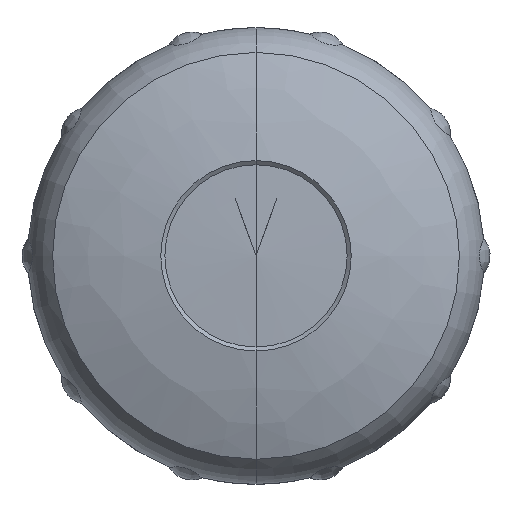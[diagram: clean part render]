
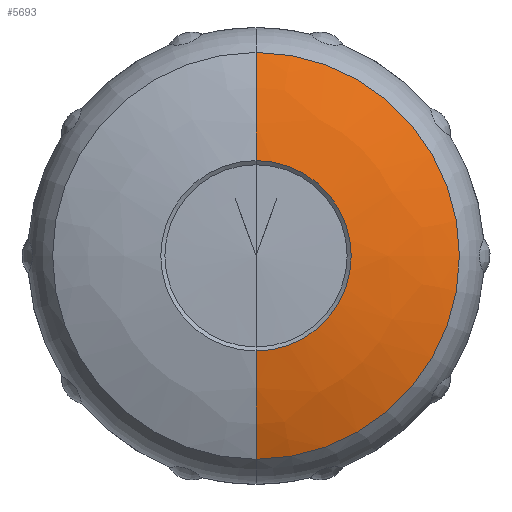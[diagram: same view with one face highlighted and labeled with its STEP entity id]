
A CAD part, top view. The second image highlights one B-rep face of the part: STEP entity #5693.
In plain terms, the highlighted free-form (B-spline) face has degree [3, 3] with [7, 4] control points.
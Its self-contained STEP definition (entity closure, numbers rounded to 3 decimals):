
#1621=CARTESIAN_POINT('',(0.,0.,42.45));
#1622=DIRECTION('',(0.,0.,-1.));
#1623=DIRECTION('',(0.,1.,0.));
#1624=AXIS2_PLACEMENT_3D('',#1621,#1622,#1623);
#1626=CARTESIAN_POINT('',(0.,3.384,7.27));
#1627=DIRECTION('',(1.,0.,0.));
#1628=DIRECTION('',(0.,0.378,0.926));
#1629=AXIS2_PLACEMENT_3D('',#1626,#1627,#1628);
#1631=CARTESIAN_POINT('',(0.,-3.384,7.27));
#1632=DIRECTION('',(-1.,0.,0.));
#1633=DIRECTION('',(0.,-0.378,0.926));
#1634=AXIS2_PLACEMENT_3D('',#1631,#1632,#1633);
#1654=CARTESIAN_POINT('',(0.,0.,44.95));
#1655=DIRECTION('',(0.,0.,-1.));
#1656=DIRECTION('',(0.,1.,0.));
#1657=AXIS2_PLACEMENT_3D('',#1654,#1655,#1656);
#3713=CARTESIAN_POINT('',(0.,17.75,42.45));
#3715=VERTEX_POINT('',#3713);
#3716=CARTESIAN_POINT('',(0.,8.308,44.95));
#3717=VERTEX_POINT('',#3716);
#3725=CARTESIAN_POINT('',(0.,-17.75,42.45));
#3727=VERTEX_POINT('',#3725);
#3728=CARTESIAN_POINT('',(0.,-8.308,44.95));
#3729=VERTEX_POINT('',#3728);
#5655=CARTESIAN_POINT('',(-0.509,8.097,
44.975));
#5656=CARTESIAN_POINT('',(-0.722,11.47,
44.551));
#5657=CARTESIAN_POINT('',(-0.928,14.756,
43.679));
#5658=CARTESIAN_POINT('',(-1.126,17.896,42.375));
#5659=CARTESIAN_POINT('',(4.474,8.411,44.975));
#5660=CARTESIAN_POINT('',(6.337,11.914,44.551));
#5661=CARTESIAN_POINT('',(8.152,15.327,43.679));
#5662=CARTESIAN_POINT('',(9.887,18.589,42.375));
#5663=CARTESIAN_POINT('',(8.113,4.993,44.975));
#5664=CARTESIAN_POINT('',(11.493,7.072,44.551));
#5665=CARTESIAN_POINT('',(14.785,9.099,43.679));
#5666=CARTESIAN_POINT('',(17.931,11.035,42.375));
#5667=CARTESIAN_POINT('',(8.113,0.,44.975));
#5668=CARTESIAN_POINT('',(11.493,0.,44.551));
#5669=CARTESIAN_POINT('',(14.785,0.,43.679));
#5670=CARTESIAN_POINT('',(17.931,0.,42.375));
#5671=CARTESIAN_POINT('',(8.113,-4.993,44.975));
#5672=CARTESIAN_POINT('',(11.493,-7.072,44.551));
#5673=CARTESIAN_POINT('',(14.785,-9.099,43.679));
#5674=CARTESIAN_POINT('',(17.931,-11.035,42.375));
#5675=CARTESIAN_POINT('',(4.474,-8.411,44.975));
#5676=CARTESIAN_POINT('',(6.337,-11.914,44.551));
#5677=CARTESIAN_POINT('',(8.152,-15.327,43.679));
#5678=CARTESIAN_POINT('',(9.887,-18.589,42.375));
#5679=CARTESIAN_POINT('',(-0.509,-8.097,
44.975));
#5680=CARTESIAN_POINT('',(-0.722,-11.47,
44.551));
#5681=CARTESIAN_POINT('',(-0.928,-14.756,
43.679));
#5682=CARTESIAN_POINT('',(-1.126,-17.896,
42.375));
#5683=(BOUNDED_SURFACE()B_SPLINE_SURFACE(3,3,((#5655,#5656,#5657,#5658),(#5659,
#5660,#5661,#5662),(#5663,#5664,#5665,#5666),(#5667,#5668,#5669,#5670),(#5671,
#5672,#5673,#5674),(#5675,#5676,#5677,#5678),(#5679,#5680,#5681,#5682)),
.UNSPECIFIED.,.F.,.F.,.F.)B_SPLINE_SURFACE_WITH_KNOTS((4,3,4),(4,4),(0.,1.,
2.),(0.,1.),.UNSPECIFIED.)GEOMETRIC_REPRESENTATION_ITEM()RATIONAL_B_SPLINE_SURFACE(((1.193,1.185,1.185,1.193),(
0.942,0.936,0.936,0.942),(
0.942,0.936,0.936,0.942),(
1.193,1.185,1.185,1.193),(
0.942,0.936,0.936,0.942),(
0.942,0.936,0.936,0.942),(
1.193,1.185,1.185,1.193)))REPRESENTATION_ITEM('')SURFACE());
#5685=ORIENTED_EDGE('',*,*,#5684,.F.);
#5686=ORIENTED_EDGE('',*,*,#5076,.T.);
#5688=ORIENTED_EDGE('',*,*,#5687,.T.);
#5690=ORIENTED_EDGE('',*,*,#5689,.F.);
#5691=EDGE_LOOP('',(#5685,#5686,#5688,#5690));
#5692=FACE_OUTER_BOUND('',#5691,.F.);
#5693=ADVANCED_FACE('',(#5692),#5683,.T.);
#1625=CIRCLE('',#1624,17.75);
#1630=CIRCLE('',#1629,38.);
#1635=CIRCLE('',#1634,38.);
#1658=CIRCLE('',#1657,8.308);
#5076=EDGE_CURVE('',#3715,#3727,#1625,.T.);
#5684=EDGE_CURVE('',#3715,#3717,#1630,.T.);
#5687=EDGE_CURVE('',#3727,#3729,#1635,.T.);
#5689=EDGE_CURVE('',#3717,#3729,#1658,.T.);
